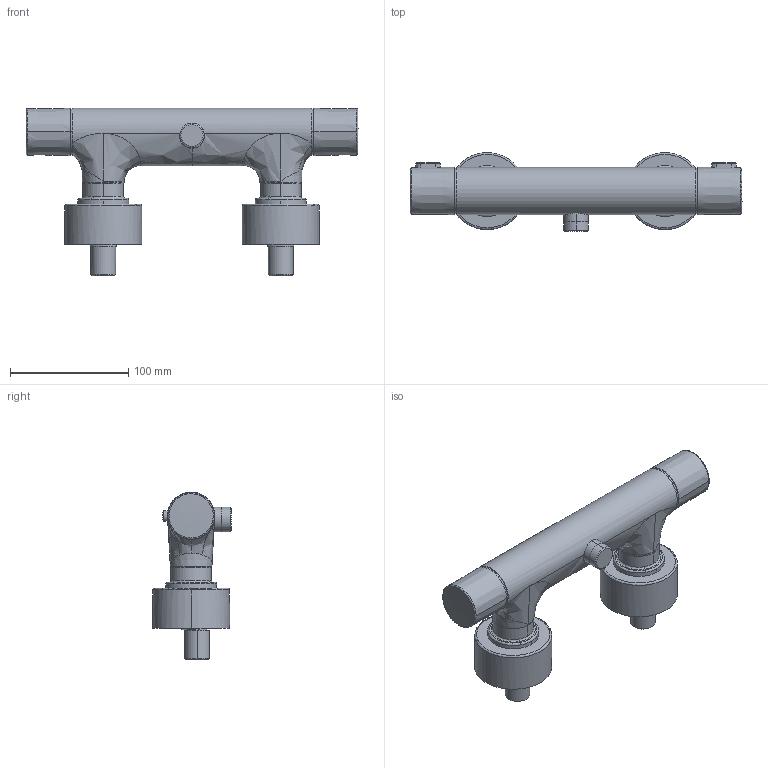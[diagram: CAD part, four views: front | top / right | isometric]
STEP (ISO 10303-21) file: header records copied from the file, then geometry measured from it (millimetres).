
FILE_DESCRIPTION (( 'STEP AP203' ), '1' );
FILE_NAME ('58080101.STEP', '2021-05-07T04:33:16', ( '' ), ( '' ), 'SwSTEP 2.0', 'SolidWorks 2016', '' );
FILE_SCHEMA (( 'CONFIG_CONTROL_DESIGN' ));
Length unit declared in the file: millimetre
Products named in the file (1): 58080101
Bounding box: 280.47 x 66.5 x 141.55 mm (x, y, z)
Volume: 667845 mm3; surface area: 94502.3 mm2
Topology: 1 solids, 1 shells, 162 faces, 373 edges, 234 vertices
Faces by surface type: cylinder 53, bspline 47, plane 38, cone 24
Entity records: 7307 total; most frequent: CARTESIAN_POINT 3757, ORIENTED_EDGE 746, DIRECTION 698, EDGE_CURVE 373, AXIS2_PLACEMENT_3D 297, VERTEX_POINT 234, EDGE_LOOP 183, CIRCLE 181
